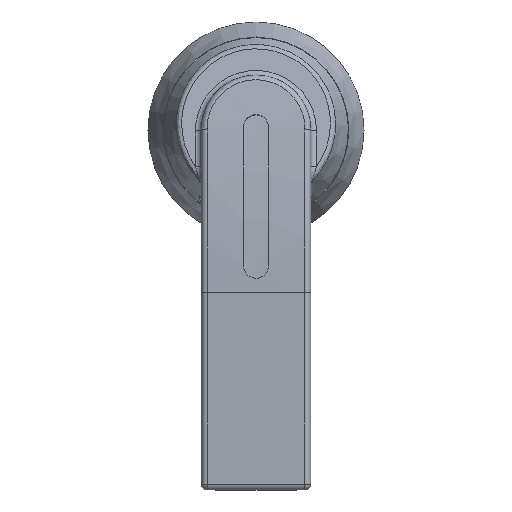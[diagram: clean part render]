
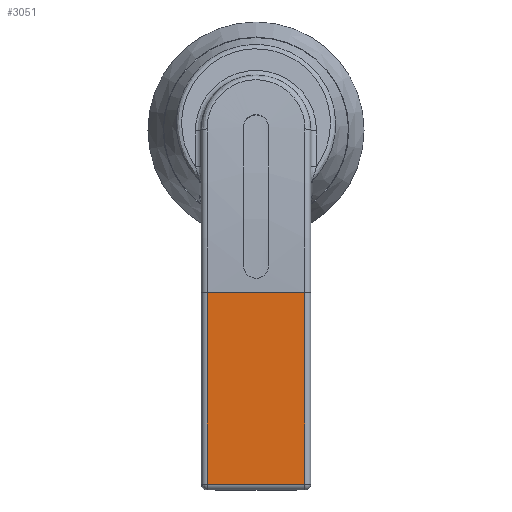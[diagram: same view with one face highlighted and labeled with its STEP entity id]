
A CAD part, top view. The second image highlights one B-rep face of the part: STEP entity #3051.
In plain terms, the highlighted planar face has unit normal (0, 0, 1).
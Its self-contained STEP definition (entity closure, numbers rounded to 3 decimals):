
#2193=CARTESIAN_POINT('',(17.,-123.0,45.5));
#2194=VERTEX_POINT('',#2193);
#2228=CARTESIAN_POINT('',(-17.,-123.0,45.5));
#2229=VERTEX_POINT('',#2228);
#2269=CARTESIAN_POINT('',(-17.,-56.5,45.5));
#2270=VERTEX_POINT('',#2269);
#2294=CARTESIAN_POINT('',(-17.,-123.0,45.5));
#2295=DIRECTION('',(0.0,1.0,0.0));
#2296=VECTOR('',#2295,66.5);
#2297=LINE('',#2294,#2296);
#2298=EDGE_CURVE('',#2229,#2270,#2297,.T.);
#2476=CARTESIAN_POINT('',(17.,-123.0,45.5));
#2477=DIRECTION('',(-1.0,0.0,0.0));
#2478=VECTOR('',#2477,34.0);
#2479=LINE('',#2476,#2478);
#2480=EDGE_CURVE('',#2194,#2229,#2479,.T.);
#2515=CARTESIAN_POINT('',(17.,-56.5,45.5));
#2516=VERTEX_POINT('',#2515);
#2567=CARTESIAN_POINT('',(17.,-56.5,45.5));
#2568=DIRECTION('',(0.0,-1.0,0.0));
#2569=VECTOR('',#2568,66.5);
#2570=LINE('',#2567,#2569);
#2571=EDGE_CURVE('',#2516,#2194,#2570,.T.);
#2676=CARTESIAN_POINT('',(17.,-56.5,45.5));
#2677=DIRECTION('',(-1.0,0.0,0.0));
#2678=VECTOR('',#2677,34.0);
#2679=LINE('',#2676,#2678);
#2680=EDGE_CURVE('',#2516,#2270,#2679,.T.);
#3040=CARTESIAN_POINT('',(0.,-56.5,45.5));
#3041=DIRECTION('',(0.0,0.0,1.0));
#3042=DIRECTION('',(1.0,0.0,0.0));
#3043=AXIS2_PLACEMENT_3D('',#3040,#3041,#3042);
#3044=PLANE('',#3043);
#3045=ORIENTED_EDGE('',*,*,#2571,.F.);
#3046=ORIENTED_EDGE('',*,*,#2680,.T.);
#3047=ORIENTED_EDGE('',*,*,#2298,.F.);
#3048=ORIENTED_EDGE('',*,*,#2480,.F.);
#3049=EDGE_LOOP('',(#3045,#3046,#3047,#3048));
#3050=FACE_OUTER_BOUND('',#3049,.T.);
#3051=ADVANCED_FACE('',(#3050),#3044,.T.);
